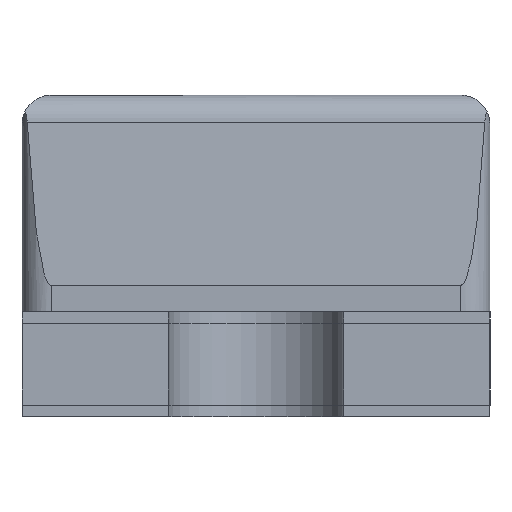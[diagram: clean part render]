
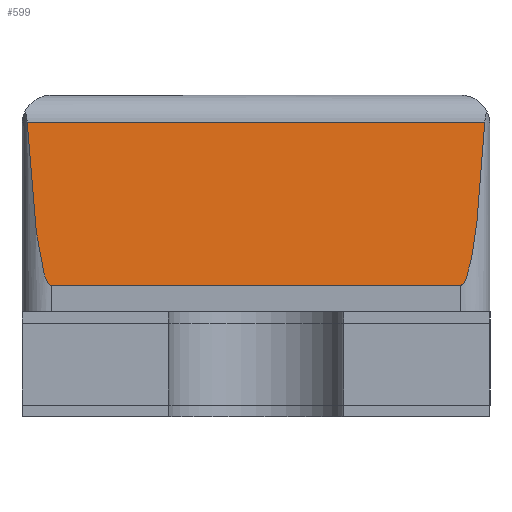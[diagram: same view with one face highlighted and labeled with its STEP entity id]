
A CAD part, left-side view. The second image highlights one B-rep face of the part: STEP entity #599.
In plain terms, the highlighted planar face has unit normal (-0.997, 0, 0.077).
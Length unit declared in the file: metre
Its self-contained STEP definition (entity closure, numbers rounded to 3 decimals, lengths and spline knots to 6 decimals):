
#21 = CARTESIAN_POINT ( 'NONE',  ( -0.00055, 0.000367, 0.000225 ) ) ;
#97 = PLANE ( 'NONE',  #709 ) ;
#173 = VERTEX_POINT ( 'NONE', #390 ) ;
#181 = VERTEX_POINT ( 'NONE', #1649 ) ;
#233 = LINE ( 'NONE', #1983, #1564 ) ;
#276 =( BOUNDED_CURVE ( )  B_SPLINE_CURVE ( 3, ( #1280, #1126, #21, #466 ),
 .UNSPECIFIED., .F., .T. ) 
 B_SPLINE_CURVE_WITH_KNOTS ( ( 4, 4 ),
 ( 2.178548, 3.141593 ),
 .UNSPECIFIED. ) 
 CURVE ( )  GEOMETRIC_REPRESENTATION_ITEM ( )  RATIONAL_B_SPLINE_CURVE ( ( 1., 0.924, 0.924, 1. ) ) 
 REPRESENTATION_ITEM ( '' )  );
#286 = EDGE_CURVE ( 'NONE', #1807, #1586, #334, .T. ) ;
#334 =( BOUNDED_CURVE ( )  B_SPLINE_CURVE ( 3, ( #1698, #1758, #918, #1570 ),
 .UNSPECIFIED., .F., .T. ) 
 B_SPLINE_CURVE_WITH_KNOTS ( ( 4, 4 ),
 ( 0., 0.963044 ),
 .UNSPECIFIED. ) 
 CURVE ( )  GEOMETRIC_REPRESENTATION_ITEM ( )  RATIONAL_B_SPLINE_CURVE ( ( 1., 0.924, 0.924, 1. ) ) 
 REPRESENTATION_ITEM ( '' )  );
#390 = CARTESIAN_POINT ( 'NONE',  ( -0.00055, 0.00035, 0.000225 ) ) ;
#397 = LINE ( 'NONE', #1352, #1627 ) ;
#399 = ORIENTED_EDGE ( 'NONE', *, *, #1377, .T. ) ;
#466 = CARTESIAN_POINT ( 'NONE',  ( -0.00055, 0.00035, 0.000225 ) ) ;
#540 = DIRECTION ( 'NONE',  ( 0., 1., 0. ) ) ;
#575 = ORIENTED_EDGE ( 'NONE', *, *, #2031, .T. ) ;
#599 = ADVANCED_FACE ( 'NONE', ( #713 ), #97, .T. ) ;
#709 = AXIS2_PLACEMENT_3D ( 'NONE', #1369, #1530, #540 ) ;
#713 = FACE_OUTER_BOUND ( 'NONE', #1154, .T. ) ;
#862 = CARTESIAN_POINT ( 'NONE',  ( -0.00055, -0.00035, 0.000225 ) ) ;
#918 = CARTESIAN_POINT ( 'NONE',  ( -0.000542, -0.000382, 0.000326 ) ) ;
#1126 = CARTESIAN_POINT ( 'NONE',  ( -0.000542, 0.000382, 0.000326 ) ) ;
#1154 = EDGE_LOOP ( 'NONE', ( #399, #575, #2047, #1513 ) ) ;
#1280 = CARTESIAN_POINT ( 'NONE',  ( -0.000529, 0.000391, 0.000504 ) ) ;
#1352 = CARTESIAN_POINT ( 'NONE',  ( -0.00055, 0.0004, 0.000225 ) ) ;
#1369 = CARTESIAN_POINT ( 'NONE',  ( -0.000525, 0., 0.00055 ) ) ;
#1377 = EDGE_CURVE ( 'NONE', #1586, #181, #233, .T. ) ;
#1437 = CARTESIAN_POINT ( 'NONE',  ( -0.000529, -0.000391, 0.000504 ) ) ;
#1513 = ORIENTED_EDGE ( 'NONE', *, *, #286, .T. ) ;
#1530 = DIRECTION ( 'NONE',  ( -0.997, 0., 0.077 ) ) ;
#1533 = DIRECTION ( 'NONE',  ( 0., 1., 0. ) ) ;
#1564 = VECTOR ( 'NONE', #1533, 1. ) ;
#1570 = CARTESIAN_POINT ( 'NONE',  ( -0.000529, -0.000391, 0.000504 ) ) ;
#1586 = VERTEX_POINT ( 'NONE', #1437 ) ;
#1627 = VECTOR ( 'NONE', #1684, 1. ) ;
#1649 = CARTESIAN_POINT ( 'NONE',  ( -0.000529, 0.000391, 0.000504 ) ) ;
#1684 = DIRECTION ( 'NONE',  ( 0., 1., 0. ) ) ;
#1698 = CARTESIAN_POINT ( 'NONE',  ( -0.00055, -0.00035, 0.000225 ) ) ;
#1728 = EDGE_CURVE ( 'NONE', #1807, #173, #397, .T. ) ;
#1758 = CARTESIAN_POINT ( 'NONE',  ( -0.00055, -0.000367, 0.000225 ) ) ;
#1807 = VERTEX_POINT ( 'NONE', #862 ) ;
#1983 = CARTESIAN_POINT ( 'NONE',  ( -0.000529, 0., 0.000504 ) ) ;
#2031 = EDGE_CURVE ( 'NONE', #181, #173, #276, .T. ) ;
#2047 = ORIENTED_EDGE ( 'NONE', *, *, #1728, .F. ) ;
